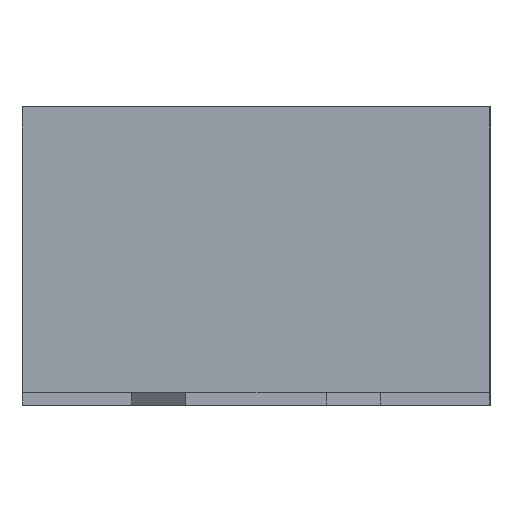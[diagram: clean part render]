
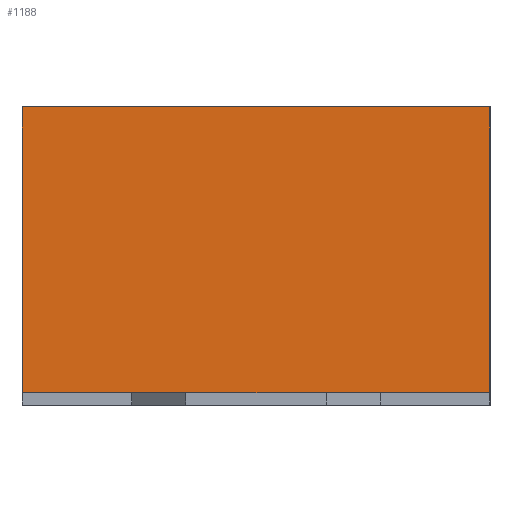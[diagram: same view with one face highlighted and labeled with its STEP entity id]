
A CAD part, left-side view. The second image highlights one B-rep face of the part: STEP entity #1188.
In plain terms, the highlighted planar face has unit normal (-1, 0, 0).
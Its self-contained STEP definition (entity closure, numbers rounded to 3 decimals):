
#357 = VERTEX_POINT('',#358);
#358 = CARTESIAN_POINT('',(-12.63,4.78,0.25));
#364 = EDGE_CURVE('',#357,#365,#367,.T.);
#365 = VERTEX_POINT('',#366);
#366 = CARTESIAN_POINT('',(-12.63,4.78,6.09));
#367 = LINE('',#368,#369);
#368 = CARTESIAN_POINT('',(-12.63,4.78,0.25));
#369 = VECTOR('',#370,1.);
#370 = DIRECTION('',(0.,0.,1.));
#422 = VERTEX_POINT('',#423);
#423 = CARTESIAN_POINT('',(-12.63,-4.78,0.25));
#429 = EDGE_CURVE('',#422,#430,#432,.T.);
#430 = VERTEX_POINT('',#431);
#431 = CARTESIAN_POINT('',(-12.63,-4.78,6.09));
#432 = LINE('',#433,#434);
#433 = CARTESIAN_POINT('',(-12.63,-4.78,0.25));
#434 = VECTOR('',#435,1.);
#435 = DIRECTION('',(0.,0.,1.));
#1149 = EDGE_CURVE('',#365,#430,#1150,.T.);
#1150 = LINE('',#1151,#1152);
#1151 = CARTESIAN_POINT('',(-12.63,4.78,6.09));
#1152 = VECTOR('',#1153,1.);
#1153 = DIRECTION('',(0.,-1.,0.));
#1188 = ADVANCED_FACE('',(#1189),#1216,.T.);
#1189 = FACE_BOUND('',#1190,.T.);
#1190 = EDGE_LOOP('',(#1191,#1199,#1207,#1213,#1214,#1215));
#1191 = ORIENTED_EDGE('',*,*,#1192,.T.);
#1192 = EDGE_CURVE('',#357,#1193,#1195,.T.);
#1193 = VERTEX_POINT('',#1194);
#1194 = CARTESIAN_POINT('',(-12.63,2.54,0.25));
#1195 = LINE('',#1196,#1197);
#1196 = CARTESIAN_POINT('',(-12.63,4.78,0.25));
#1197 = VECTOR('',#1198,1.);
#1198 = DIRECTION('',(0.,-1.,0.));
#1199 = ORIENTED_EDGE('',*,*,#1200,.T.);
#1200 = EDGE_CURVE('',#1193,#1201,#1203,.T.);
#1201 = VERTEX_POINT('',#1202);
#1202 = CARTESIAN_POINT('',(-12.63,-2.54,0.25));
#1203 = LINE('',#1204,#1205);
#1204 = CARTESIAN_POINT('',(-12.63,4.78,0.25));
#1205 = VECTOR('',#1206,1.);
#1206 = DIRECTION('',(0.,-1.,0.));
#1207 = ORIENTED_EDGE('',*,*,#1208,.T.);
#1208 = EDGE_CURVE('',#1201,#422,#1209,.T.);
#1209 = LINE('',#1210,#1211);
#1210 = CARTESIAN_POINT('',(-12.63,4.78,0.25));
#1211 = VECTOR('',#1212,1.);
#1212 = DIRECTION('',(0.,-1.,0.));
#1213 = ORIENTED_EDGE('',*,*,#429,.T.);
#1214 = ORIENTED_EDGE('',*,*,#1149,.F.);
#1215 = ORIENTED_EDGE('',*,*,#364,.F.);
#1216 = PLANE('',#1217);
#1217 = AXIS2_PLACEMENT_3D('',#1218,#1219,#1220);
#1218 = CARTESIAN_POINT('',(-12.63,4.78,0.25));
#1219 = DIRECTION('',(-1.,-0.,0.));
#1220 = DIRECTION('',(0.,0.,1.));
